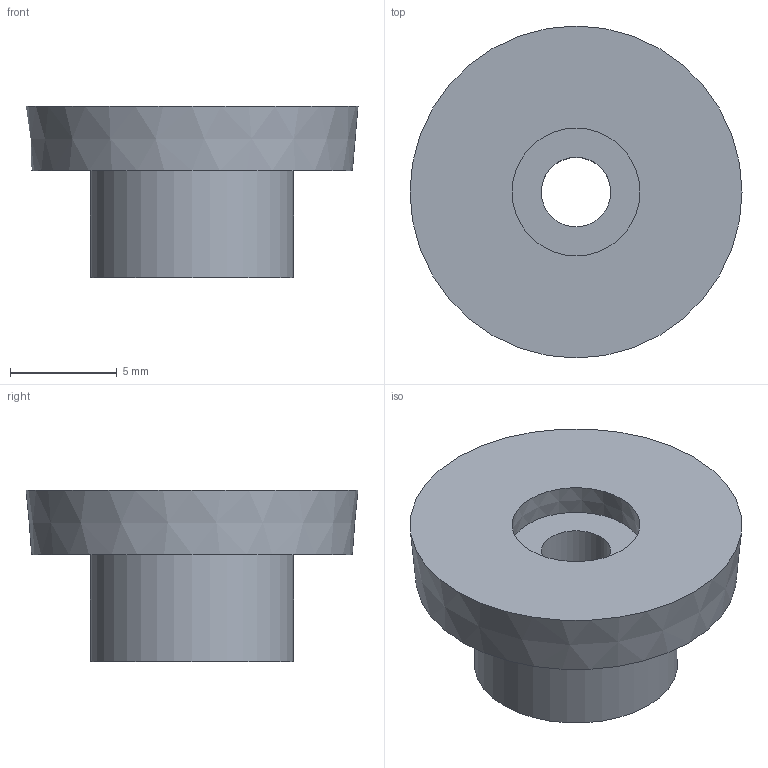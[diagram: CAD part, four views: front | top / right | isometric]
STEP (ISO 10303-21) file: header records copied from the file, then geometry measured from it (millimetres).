
FILE_DESCRIPTION(/* description */ ('','CAx-IF Rec.Pracs.---Representation and Presentation of Product Manufacturing Information (PMI)---4.0---2014-10-13'),/* implementation_level */ '2;1');
FILE_NAME(/* name */ 'keyboard-2-plate v25 - Support Holder.step',/* time_stamp */ '2025-01-20T12:26:35Z',/* author */ (''),/* organization */ (''),/* preprocessor_version */ 'ST-DEVELOPER v20',/* originating_system */ 'Autodesk Translation Framework v13.20.0.188',/* authorisation */ '');
FILE_SCHEMA (('AP242_MANAGED_MODEL_BASED_3D_ENGINEERING_MIM_LF { 1 0 10303 442 1 1 4 }'));
Length unit declared in the file: millimetre
Products named in the file (5): keyboard-2-plate; Base; Base-Feet; Supports; Support Center Screw
Assembly tree (4 placements, depth 5):
  keyboard-2-plate
    Base
      Base-Feet
        Supports
          Support Center Screw
Bounding box: 15.52 x 15.52 x 8 mm (x, y, z)
Volume: 805.5 mm3; surface area: 740.8 mm2
Topology: 1 solids, 1 shells, 8 faces, 12 edges, 8 vertices
Faces by surface type: plane 4, cylinder 2, cone 2
Full cylindrical faces by diameter (mm): 3.25 x1, 9.5 x1
Entity records: 301 total; most frequent: DIRECTION 54, CARTESIAN_POINT 37, AXIS2_PLACEMENT_3D 25, ORIENTED_EDGE 24, EDGE_LOOP 12, EDGE_CURVE 12, PRODUCT_DEFINITION_SHAPE 9, FACE_OUTER_BOUND 8
